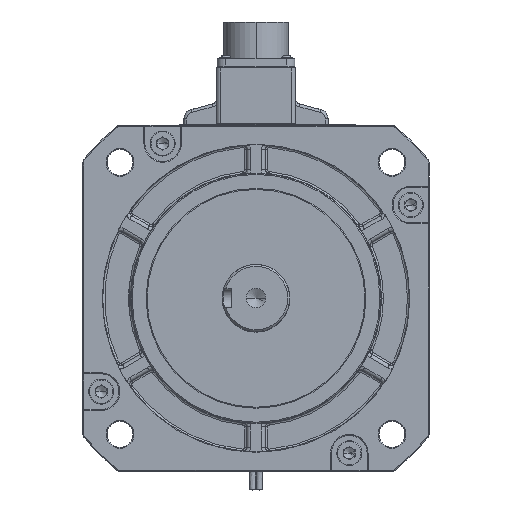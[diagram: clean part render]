
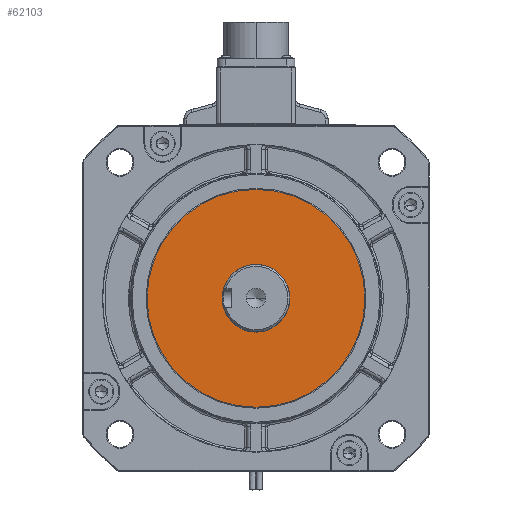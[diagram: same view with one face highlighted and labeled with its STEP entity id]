
A CAD part, top view. The second image highlights one B-rep face of the part: STEP entity #62103.
In plain terms, the highlighted planar face has unit normal (0, 0, 1).
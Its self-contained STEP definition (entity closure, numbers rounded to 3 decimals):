
#2309 = DIRECTION ( 'NONE',  ( 0., 0., 1. ) ) ;
#8547 = EDGE_CURVE ( 'NONE', #73500, #92716, #79818, .T. ) ;
#10387 = EDGE_LOOP ( 'NONE', ( #18444, #98216 ) ) ;
#14763 = DIRECTION ( 'NONE',  ( 0., 0., 1. ) ) ;
#18444 = ORIENTED_EDGE ( 'NONE', *, *, #8547, .T. ) ;
#19821 = AXIS2_PLACEMENT_3D ( 'NONE', #54962, #14763, #55661 ) ;
#23144 = EDGE_CURVE ( 'NONE', #89153, #73122, #66380, .T. ) ;
#29843 = CARTESIAN_POINT ( 'NONE',  ( 17.6, 0., 80.7 ) ) ;
#29982 = ORIENTED_EDGE ( 'NONE', *, *, #65143, .F. ) ;
#31944 = EDGE_LOOP ( 'NONE', ( #64054, #29982 ) ) ;
#37186 = AXIS2_PLACEMENT_3D ( 'NONE', #82211, #51676, #83943 ) ;
#42478 = CARTESIAN_POINT ( 'NONE',  ( 0., 0., 80.7 ) ) ;
#44985 = AXIS2_PLACEMENT_3D ( 'NONE', #42478, #2309, #83584 ) ;
#51446 = FACE_OUTER_BOUND ( 'NONE', #10387, .T. ) ;
#51676 = DIRECTION ( 'NONE',  ( 0., 0., 1. ) ) ;
#52652 = CARTESIAN_POINT ( 'NONE',  ( -17.6, 0., 80.7 ) ) ;
#53081 = CARTESIAN_POINT ( 'NONE',  ( 56.65, 0., 80.7 ) ) ;
#53196 = DIRECTION ( 'NONE',  ( 0., 0., 1. ) ) ;
#54962 = CARTESIAN_POINT ( 'NONE',  ( 52.5, 0., 80.7 ) ) ;
#55661 = DIRECTION ( 'NONE',  ( 1., 0., 0. ) ) ;
#58269 = DIRECTION ( 'NONE',  ( 0., 0., 1. ) ) ;
#62103 = ADVANCED_FACE ( 'NONE', ( #90729, #51446 ), #78692, .T. ) ;
#64054 = ORIENTED_EDGE ( 'NONE', *, *, #23144, .F. ) ;
#65143 = EDGE_CURVE ( 'NONE', #73122, #89153, #65182, .T. ) ;
#65182 = CIRCLE ( 'NONE', #100409, 17.6 ) ;
#66380 = CIRCLE ( 'NONE', #37186, 17.6 ) ;
#72814 = CARTESIAN_POINT ( 'NONE',  ( -56.65, 0., 80.7 ) ) ;
#73122 = VERTEX_POINT ( 'NONE', #52652 ) ;
#73500 = VERTEX_POINT ( 'NONE', #72814 ) ;
#77781 = EDGE_CURVE ( 'NONE', #92716, #73500, #79376, .T. ) ;
#78330 = CARTESIAN_POINT ( 'NONE',  ( 0., 0., 80.7 ) ) ;
#78692 = PLANE ( 'NONE',  #19821 ) ;
#79376 = CIRCLE ( 'NONE', #96335, 56.65 ) ;
#79818 = CIRCLE ( 'NONE', #44985, 56.65 ) ;
#82211 = CARTESIAN_POINT ( 'NONE',  ( 0., 0., 80.7 ) ) ;
#83584 = DIRECTION ( 'NONE',  ( 1., 0., 0. ) ) ;
#83943 = DIRECTION ( 'NONE',  ( 0., 1., 0. ) ) ;
#85787 = DIRECTION ( 'NONE',  ( 0., 1., 0. ) ) ;
#89153 = VERTEX_POINT ( 'NONE', #29843 ) ;
#90729 = FACE_BOUND ( 'NONE', #31944, .T. ) ;
#90835 = CARTESIAN_POINT ( 'NONE',  ( 0., 0., 80.7 ) ) ;
#92716 = VERTEX_POINT ( 'NONE', #53081 ) ;
#96335 = AXIS2_PLACEMENT_3D ( 'NONE', #90835, #58269, #99306 ) ;
#98216 = ORIENTED_EDGE ( 'NONE', *, *, #77781, .T. ) ;
#99306 = DIRECTION ( 'NONE',  ( 1., 0., 0. ) ) ;
#100409 = AXIS2_PLACEMENT_3D ( 'NONE', #78330, #53196, #85787 ) ;
